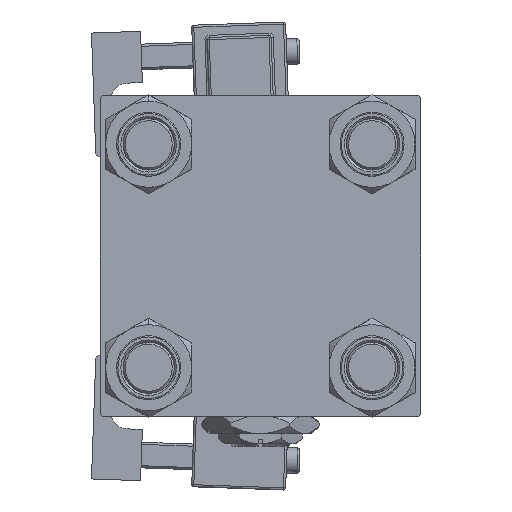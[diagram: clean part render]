
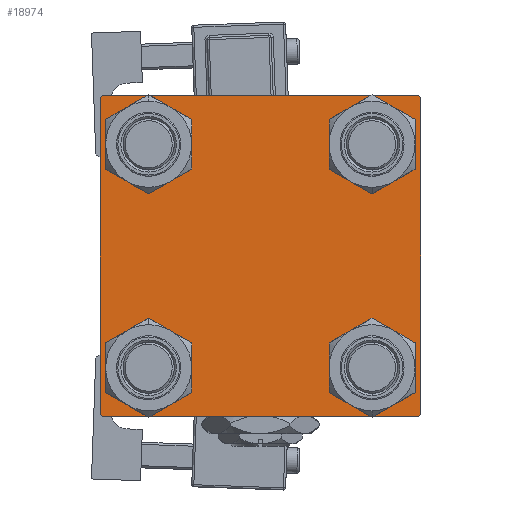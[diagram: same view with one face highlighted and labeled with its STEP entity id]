
A CAD part, left-side view. The second image highlights one B-rep face of the part: STEP entity #18974.
In plain terms, the highlighted planar face has unit normal (-1, 0, 0).
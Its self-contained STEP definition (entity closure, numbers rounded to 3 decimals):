
#384 = EDGE_CURVE ( 'NONE', #4420, #37624, #44411, .T. ) ;
#882 = CARTESIAN_POINT ( 'NONE',  ( 0., -26.15, -26.15 ) ) ;
#1600 = VERTEX_POINT ( 'NONE', #43699 ) ;
#2622 = CARTESIAN_POINT ( 'NONE',  ( 0., -26.15, 19.65 ) ) ;
#3375 = VERTEX_POINT ( 'NONE', #35417 ) ;
#3955 = CIRCLE ( 'NONE', #26237, 6.5 ) ;
#4420 = VERTEX_POINT ( 'NONE', #55741 ) ;
#4588 = CIRCLE ( 'NONE', #50028, 6.5 ) ;
#4840 = EDGE_CURVE ( 'NONE', #22579, #52800, #7230, .T. ) ;
#4920 = CARTESIAN_POINT ( 'NONE',  ( 0., 37.25, 37.25 ) ) ;
#4940 = VECTOR ( 'NONE', #15477, 1000. ) ;
#5686 = CARTESIAN_POINT ( 'NONE',  ( 0., 37.5, 37. ) ) ;
#6465 = CARTESIAN_POINT ( 'NONE',  ( 0., -26.15, -32.65 ) ) ;
#6910 = DIRECTION ( 'NONE',  ( 0., 0., -1. ) ) ;
#7216 = DIRECTION ( 'NONE',  ( 1., 0., 0. ) ) ;
#7230 = CIRCLE ( 'NONE', #19292, 6.5 ) ;
#7716 = ORIENTED_EDGE ( 'NONE', *, *, #26168, .F. ) ;
#7782 = DIRECTION ( 'NONE',  ( 0., 0., 1. ) ) ;
#7880 = ORIENTED_EDGE ( 'NONE', *, *, #41315, .T. ) ;
#8376 = CARTESIAN_POINT ( 'NONE',  ( 0., -26.15, 32.65 ) ) ;
#8578 = CARTESIAN_POINT ( 'NONE',  ( 0., -37.5, 37.5 ) ) ;
#8662 = CARTESIAN_POINT ( 'NONE',  ( 0., 37., 37.5 ) ) ;
#8699 = DIRECTION ( 'NONE',  ( 0., 0., 1. ) ) ;
#9623 = EDGE_CURVE ( 'NONE', #46721, #4420, #18536, .T. ) ;
#9641 = CARTESIAN_POINT ( 'NONE',  ( 0., -26.15, -19.65 ) ) ;
#9699 = DIRECTION ( 'NONE',  ( 0., 0., 1. ) ) ;
#10783 = VERTEX_POINT ( 'NONE', #5686 ) ;
#11025 = ORIENTED_EDGE ( 'NONE', *, *, #46433, .T. ) ;
#11043 = EDGE_CURVE ( 'NONE', #44965, #1600, #48610, .T. ) ;
#11429 = CARTESIAN_POINT ( 'NONE',  ( 0., 26.15, -26.15 ) ) ;
#11432 = ORIENTED_EDGE ( 'NONE', *, *, #15031, .T. ) ;
#11716 = DIRECTION ( 'NONE',  ( 1., 0., 0. ) ) ;
#12143 = EDGE_CURVE ( 'NONE', #42126, #16539, #4588, .T. ) ;
#12300 = CARTESIAN_POINT ( 'NONE',  ( 0., 26.15, -19.65 ) ) ;
#13720 = DIRECTION ( 'NONE',  ( 1., 0., 0. ) ) ;
#14513 = ORIENTED_EDGE ( 'NONE', *, *, #27096, .F. ) ;
#15031 = EDGE_CURVE ( 'NONE', #52800, #22579, #27778, .T. ) ;
#15188 = LINE ( 'NONE', #55819, #4940 ) ;
#15477 = DIRECTION ( 'NONE',  ( 0., -1., 0. ) ) ;
#15757 = CIRCLE ( 'NONE', #42652, 6.5 ) ;
#16019 = CARTESIAN_POINT ( 'NONE',  ( 0., 37.25, -37.25 ) ) ;
#16511 = DIRECTION ( 'NONE',  ( 0., 0., 1. ) ) ;
#16539 = VERTEX_POINT ( 'NONE', #18878 ) ;
#16641 = DIRECTION ( 'NONE',  ( 0., 0., 1. ) ) ;
#16919 = CARTESIAN_POINT ( 'NONE',  ( 0., -37.5, 37. ) ) ;
#17887 = DIRECTION ( 'NONE',  ( 0., 0., 1. ) ) ;
#18341 = EDGE_LOOP ( 'NONE', ( #30615, #39187, #20951, #55446, #14513, #38296, #7716, #56407 ) ) ;
#18536 = LINE ( 'NONE', #36240, #42540 ) ;
#18878 = CARTESIAN_POINT ( 'NONE',  ( 0., 26.15, 19.65 ) ) ;
#18974 = ADVANCED_FACE ( 'NONE', ( #18993, #32326, #19283, #40468, #36978 ), #40754, .T. ) ;
#18993 = FACE_BOUND ( 'NONE', #28241, .T. ) ;
#19283 = FACE_BOUND ( 'NONE', #55124, .T. ) ;
#19292 = AXIS2_PLACEMENT_3D ( 'NONE', #21123, #43463, #17887 ) ;
#20387 = VERTEX_POINT ( 'NONE', #9641 ) ;
#20527 = DIRECTION ( 'NONE',  ( 1., 0., 0. ) ) ;
#20576 = CARTESIAN_POINT ( 'NONE',  ( 0., -26.15, 26.15 ) ) ;
#20951 = ORIENTED_EDGE ( 'NONE', *, *, #9623, .T. ) ;
#21123 = CARTESIAN_POINT ( 'NONE',  ( 0., -26.15, 26.15 ) ) ;
#21300 = CARTESIAN_POINT ( 'NONE',  ( 0., 37., -37.5 ) ) ;
#21469 = EDGE_CURVE ( 'NONE', #20387, #24496, #3955, .T. ) ;
#21509 = VECTOR ( 'NONE', #6910, 1000. ) ;
#22579 = VERTEX_POINT ( 'NONE', #2622 ) ;
#24496 = VERTEX_POINT ( 'NONE', #6465 ) ;
#25221 = CARTESIAN_POINT ( 'NONE',  ( 0., 26.15, 26.15 ) ) ;
#25280 = DIRECTION ( 'NONE',  ( 1., 0., 0. ) ) ;
#25934 = EDGE_LOOP ( 'NONE', ( #42877, #7880 ) ) ;
#26168 = EDGE_CURVE ( 'NONE', #36988, #1600, #15188, .T. ) ;
#26237 = AXIS2_PLACEMENT_3D ( 'NONE', #882, #36591, #54300 ) ;
#26784 = DIRECTION ( 'NONE',  ( 0., 0., 1. ) ) ;
#26868 = DIRECTION ( 'NONE',  ( 0., 0., -1. ) ) ;
#27096 = EDGE_CURVE ( 'NONE', #44965, #37624, #30366, .T. ) ;
#27477 = VECTOR ( 'NONE', #50503, 1000. ) ;
#27778 = CIRCLE ( 'NONE', #29652, 6.5 ) ;
#27933 = CIRCLE ( 'NONE', #34393, 6.5 ) ;
#28241 = EDGE_LOOP ( 'NONE', ( #11432, #49068 ) ) ;
#29652 = AXIS2_PLACEMENT_3D ( 'NONE', #20576, #7216, #7782 ) ;
#29943 = DIRECTION ( 'NONE',  ( 0., -0.707, -0.707 ) ) ;
#30366 = LINE ( 'NONE', #8578, #54148 ) ;
#30615 = ORIENTED_EDGE ( 'NONE', *, *, #48690, .T. ) ;
#31180 = CARTESIAN_POINT ( 'NONE',  ( 0., -37.25, 37.25 ) ) ;
#32326 = FACE_BOUND ( 'NONE', #25934, .T. ) ;
#32450 = LINE ( 'NONE', #42037, #21509 ) ;
#33323 = DIRECTION ( 'NONE',  ( 0., -1., 0. ) ) ;
#33440 = LINE ( 'NONE', #16019, #55294 ) ;
#34393 = AXIS2_PLACEMENT_3D ( 'NONE', #25221, #42927, #16511 ) ;
#35203 = CARTESIAN_POINT ( 'NONE',  ( 0., 26.15, 26.15 ) ) ;
#35412 = DIRECTION ( 'NONE',  ( 0., -0.707, 0.707 ) ) ;
#35417 = CARTESIAN_POINT ( 'NONE',  ( 0., 37.5, -37. ) ) ;
#36131 = AXIS2_PLACEMENT_3D ( 'NONE', #11429, #11716, #16641 ) ;
#36240 = CARTESIAN_POINT ( 'NONE',  ( 0., 37.5, -37.5 ) ) ;
#36591 = DIRECTION ( 'NONE',  ( 1., 0., 0. ) ) ;
#36978 = FACE_OUTER_BOUND ( 'NONE', #18341, .T. ) ;
#36988 = VERTEX_POINT ( 'NONE', #8662 ) ;
#37264 = CARTESIAN_POINT ( 'NONE',  ( 0., 0., 0. ) ) ;
#37624 = VERTEX_POINT ( 'NONE', #56019 ) ;
#38296 = ORIENTED_EDGE ( 'NONE', *, *, #11043, .T. ) ;
#38906 = CIRCLE ( 'NONE', #36131, 6.5 ) ;
#39187 = ORIENTED_EDGE ( 'NONE', *, *, #55225, .T. ) ;
#39214 = CIRCLE ( 'NONE', #52251, 6.5 ) ;
#39468 = CARTESIAN_POINT ( 'NONE',  ( 0., -37.25, -37.25 ) ) ;
#39622 = VERTEX_POINT ( 'NONE', #50961 ) ;
#39902 = ORIENTED_EDGE ( 'NONE', *, *, #40851, .T. ) ;
#40462 = DIRECTION ( 'NONE',  ( 0., 0.707, 0.707 ) ) ;
#40468 = FACE_BOUND ( 'NONE', #45115, .T. ) ;
#40754 = PLANE ( 'NONE',  #50189 ) ;
#40851 = EDGE_CURVE ( 'NONE', #39622, #45848, #38906, .T. ) ;
#41315 = EDGE_CURVE ( 'NONE', #24496, #20387, #15757, .T. ) ;
#42037 = CARTESIAN_POINT ( 'NONE',  ( 0., 37.5, 37.5 ) ) ;
#42126 = VERTEX_POINT ( 'NONE', #48909 ) ;
#42298 = DIRECTION ( 'NONE',  ( 0., 0., 1. ) ) ;
#42540 = VECTOR ( 'NONE', #33323, 1000. ) ;
#42652 = AXIS2_PLACEMENT_3D ( 'NONE', #57458, #25280, #8699 ) ;
#42877 = ORIENTED_EDGE ( 'NONE', *, *, #21469, .T. ) ;
#42927 = DIRECTION ( 'NONE',  ( 1., 0., 0. ) ) ;
#43463 = DIRECTION ( 'NONE',  ( 1., 0., 0. ) ) ;
#43699 = CARTESIAN_POINT ( 'NONE',  ( 0., -37., 37.5 ) ) ;
#44209 = ORIENTED_EDGE ( 'NONE', *, *, #12143, .T. ) ;
#44411 = LINE ( 'NONE', #39468, #57081 ) ;
#44708 = LINE ( 'NONE', #4920, #27477 ) ;
#44965 = VERTEX_POINT ( 'NONE', #16919 ) ;
#45115 = EDGE_LOOP ( 'NONE', ( #44209, #11025 ) ) ;
#45848 = VERTEX_POINT ( 'NONE', #12300 ) ;
#46433 = EDGE_CURVE ( 'NONE', #16539, #42126, #27933, .T. ) ;
#46721 = VERTEX_POINT ( 'NONE', #21300 ) ;
#48610 = LINE ( 'NONE', #31180, #52762 ) ;
#48690 = EDGE_CURVE ( 'NONE', #10783, #3375, #32450, .T. ) ;
#48909 = CARTESIAN_POINT ( 'NONE',  ( 0., 26.15, 32.65 ) ) ;
#49068 = ORIENTED_EDGE ( 'NONE', *, *, #4840, .T. ) ;
#50028 = AXIS2_PLACEMENT_3D ( 'NONE', #35203, #13720, #26784 ) ;
#50189 = AXIS2_PLACEMENT_3D ( 'NONE', #37264, #50333, #9699 ) ;
#50333 = DIRECTION ( 'NONE',  ( -1., 0., 0. ) ) ;
#50503 = DIRECTION ( 'NONE',  ( 0., 0.707, -0.707 ) ) ;
#50961 = CARTESIAN_POINT ( 'NONE',  ( 0., 26.15, -32.65 ) ) ;
#51845 = EDGE_CURVE ( 'NONE', #45848, #39622, #39214, .T. ) ;
#51868 = CARTESIAN_POINT ( 'NONE',  ( 0., 26.15, -26.15 ) ) ;
#52251 = AXIS2_PLACEMENT_3D ( 'NONE', #51868, #20527, #42298 ) ;
#52280 = ORIENTED_EDGE ( 'NONE', *, *, #51845, .T. ) ;
#52762 = VECTOR ( 'NONE', #40462, 1000. ) ;
#52800 = VERTEX_POINT ( 'NONE', #8376 ) ;
#54148 = VECTOR ( 'NONE', #26868, 1000. ) ;
#54300 = DIRECTION ( 'NONE',  ( 0., 0., 1. ) ) ;
#55124 = EDGE_LOOP ( 'NONE', ( #52280, #39902 ) ) ;
#55225 = EDGE_CURVE ( 'NONE', #3375, #46721, #33440, .T. ) ;
#55294 = VECTOR ( 'NONE', #29943, 1000. ) ;
#55368 = EDGE_CURVE ( 'NONE', #36988, #10783, #44708, .T. ) ;
#55446 = ORIENTED_EDGE ( 'NONE', *, *, #384, .T. ) ;
#55741 = CARTESIAN_POINT ( 'NONE',  ( 0., -37., -37.5 ) ) ;
#55819 = CARTESIAN_POINT ( 'NONE',  ( 0., 37.5, 37.5 ) ) ;
#56019 = CARTESIAN_POINT ( 'NONE',  ( 0., -37.5, -37. ) ) ;
#56407 = ORIENTED_EDGE ( 'NONE', *, *, #55368, .T. ) ;
#57081 = VECTOR ( 'NONE', #35412, 1000. ) ;
#57458 = CARTESIAN_POINT ( 'NONE',  ( 0., -26.15, -26.15 ) ) ;
